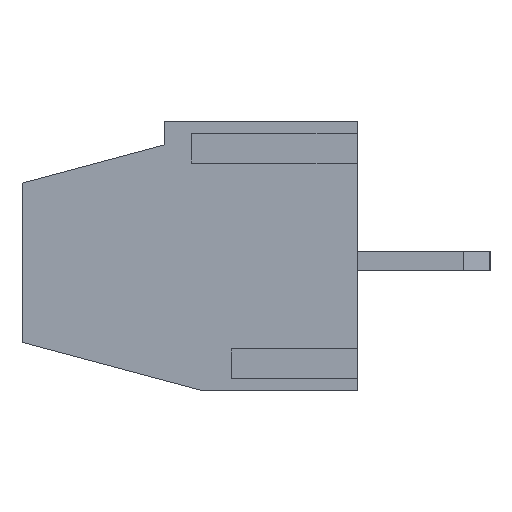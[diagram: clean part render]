
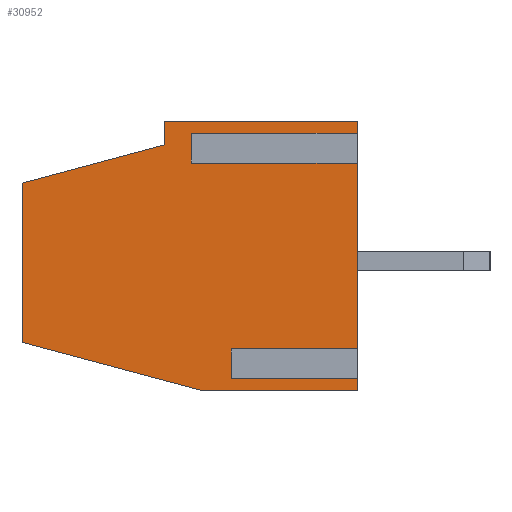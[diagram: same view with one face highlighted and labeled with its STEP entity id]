
A CAD part, left-side view. The second image highlights one B-rep face of the part: STEP entity #30952.
In plain terms, the highlighted planar face has unit normal (-1, 0, 0).
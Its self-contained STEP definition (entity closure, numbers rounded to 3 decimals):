
#462 = VECTOR ( 'NONE', #18200, 1000. ) ;
#815 = CARTESIAN_POINT ( 'NONE',  ( -2.54, 5.8, 4.2 ) ) ;
#931 = ORIENTED_EDGE ( 'NONE', *, *, #27458, .T. ) ;
#1055 = CARTESIAN_POINT ( 'NONE',  ( -2.54, 3.8, -2.832 ) ) ;
#1200 = ORIENTED_EDGE ( 'NONE', *, *, #31291, .T. ) ;
#1210 = CARTESIAN_POINT ( 'NONE',  ( -2.54, 0., -3.9 ) ) ;
#1729 = LINE ( 'NONE', #14070, #18222 ) ;
#1989 = EDGE_CURVE ( 'NONE', #13948, #7363, #12709, .T. ) ;
#2027 = DIRECTION ( 'NONE',  ( 0., 0., 1. ) ) ;
#2142 = VECTOR ( 'NONE', #29201, 1000. ) ;
#2719 = CARTESIAN_POINT ( 'NONE',  ( -2.54, 10.1, 2.348 ) ) ;
#3233 = VERTEX_POINT ( 'NONE', #14057 ) ;
#3455 = CARTESIAN_POINT ( 'NONE',  ( -2.54, 3.8, -3.368 ) ) ;
#4610 = CARTESIAN_POINT ( 'NONE',  ( -2.54, 4.697, -3.9 ) ) ;
#5148 = VECTOR ( 'NONE', #15337, 1000. ) ;
#5157 = DIRECTION ( 'NONE',  ( 0., 0., -1. ) ) ;
#5228 = ORIENTED_EDGE ( 'NONE', *, *, #23940, .T. ) ;
#5306 = EDGE_CURVE ( 'NONE', #24250, #15652, #14156, .T. ) ;
#5316 = ORIENTED_EDGE ( 'NONE', *, *, #30063, .F. ) ;
#5930 = CARTESIAN_POINT ( 'NONE',  ( -2.54, 3.8, -3.368 ) ) ;
#6125 = ORIENTED_EDGE ( 'NONE', *, *, #29660, .F. ) ;
#6259 = AXIS2_PLACEMENT_3D ( 'NONE', #23088, #8791, #20378 ) ;
#6281 = VECTOR ( 'NONE', #26777, 1000. ) ;
#6913 = EDGE_CURVE ( 'NONE', #27481, #30959, #24543, .T. ) ;
#7332 = EDGE_LOOP ( 'NONE', ( #6125, #13031, #31707, #12453, #5316, #19553, #5228, #931, #15491, #27834, #25021, #23018, #13517, #1200, #20402 ) ) ;
#7363 = VERTEX_POINT ( 'NONE', #11301 ) ;
#7472 = LINE ( 'NONE', #15009, #10244 ) ;
#7626 = VECTOR ( 'NONE', #5157, 1000. ) ;
#7673 = EDGE_CURVE ( 'NONE', #12524, #11087, #24220, .T. ) ;
#8095 = LINE ( 'NONE', #1055, #5148 ) ;
#8161 = PLANE ( 'NONE',  #6259 ) ;
#8444 = VECTOR ( 'NONE', #30934, 1000. ) ;
#8791 = DIRECTION ( 'NONE',  ( 1., 0., 0. ) ) ;
#8896 = CARTESIAN_POINT ( 'NONE',  ( -2.54, 5.8, 3.5 ) ) ;
#9108 = CARTESIAN_POINT ( 'NONE',  ( -2.54, 5., 3.668 ) ) ;
#9329 = VECTOR ( 'NONE', #26060, 1000. ) ;
#9639 = DIRECTION ( 'NONE',  ( 0., -1., 0. ) ) ;
#10244 = VECTOR ( 'NONE', #17244, 1000. ) ;
#10276 = CARTESIAN_POINT ( 'NONE',  ( -2.54, 0., 3.668 ) ) ;
#10305 = EDGE_CURVE ( 'NONE', #24819, #3233, #21152, .T. ) ;
#10970 = CARTESIAN_POINT ( 'NONE',  ( -2.54, 3.8, -2.832 ) ) ;
#11087 = VERTEX_POINT ( 'NONE', #14731 ) ;
#11301 = CARTESIAN_POINT ( 'NONE',  ( -2.54, 0., 4.2 ) ) ;
#11308 = CARTESIAN_POINT ( 'NONE',  ( -2.54, 0., -3.368 ) ) ;
#11850 = CARTESIAN_POINT ( 'NONE',  ( -2.54, 10.1, -2.452 ) ) ;
#12453 = ORIENTED_EDGE ( 'NONE', *, *, #10305, .T. ) ;
#12524 = VERTEX_POINT ( 'NONE', #24938 ) ;
#12709 = LINE ( 'NONE', #24927, #30089 ) ;
#12981 = EDGE_CURVE ( 'NONE', #30842, #18639, #1729, .T. ) ;
#13031 = ORIENTED_EDGE ( 'NONE', *, *, #15831, .T. ) ;
#13315 = VECTOR ( 'NONE', #28898, 1000. ) ;
#13400 = LINE ( 'NONE', #8896, #9329 ) ;
#13517 = ORIENTED_EDGE ( 'NONE', *, *, #6913, .F. ) ;
#13948 = VERTEX_POINT ( 'NONE', #815 ) ;
#14057 = CARTESIAN_POINT ( 'NONE',  ( -2.54, 0., 3.132 ) ) ;
#14070 = CARTESIAN_POINT ( 'NONE',  ( -2.54, 10.1, 2.348 ) ) ;
#14156 = LINE ( 'NONE', #31163, #13315 ) ;
#14180 = VERTEX_POINT ( 'NONE', #10970 ) ;
#14397 = LINE ( 'NONE', #9108, #8444 ) ;
#14731 = CARTESIAN_POINT ( 'NONE',  ( -2.54, 5., 3.132 ) ) ;
#14752 = CARTESIAN_POINT ( 'NONE',  ( -2.54, 5., 3.668 ) ) ;
#14793 = CARTESIAN_POINT ( 'NONE',  ( -2.54, 10.1, -3.9 ) ) ;
#15009 = CARTESIAN_POINT ( 'NONE',  ( -2.54, 3.8, -3.368 ) ) ;
#15337 = DIRECTION ( 'NONE',  ( 0., -1., 0. ) ) ;
#15432 = VECTOR ( 'NONE', #16442, 1000. ) ;
#15491 = ORIENTED_EDGE ( 'NONE', *, *, #1989, .F. ) ;
#15566 = FACE_OUTER_BOUND ( 'NONE', #7332, .T. ) ;
#15652 = VERTEX_POINT ( 'NONE', #11308 ) ;
#15831 = EDGE_CURVE ( 'NONE', #20792, #14180, #15957, .T. ) ;
#15957 = LINE ( 'NONE', #3455, #462 ) ;
#16442 = DIRECTION ( 'NONE',  ( 0., -1., 0. ) ) ;
#16688 = CARTESIAN_POINT ( 'NONE',  ( -2.54, 10.1, 4.2 ) ) ;
#17194 = LINE ( 'NONE', #14793, #20171 ) ;
#17244 = DIRECTION ( 'NONE',  ( 0., -1., 0. ) ) ;
#17425 = LINE ( 'NONE', #19200, #21418 ) ;
#18200 = DIRECTION ( 'NONE',  ( 0., 0., 1. ) ) ;
#18222 = VECTOR ( 'NONE', #19209, 1000. ) ;
#18455 = VERTEX_POINT ( 'NONE', #10276 ) ;
#18639 = VERTEX_POINT ( 'NONE', #22960 ) ;
#18721 = DIRECTION ( 'NONE',  ( 0., 0., 1. ) ) ;
#19200 = CARTESIAN_POINT ( 'NONE',  ( -2.54, 0., 4.2 ) ) ;
#19209 = DIRECTION ( 'NONE',  ( 0., -0.966, 0.259 ) ) ;
#19553 = ORIENTED_EDGE ( 'NONE', *, *, #7673, .F. ) ;
#20171 = VECTOR ( 'NONE', #9639, 1000. ) ;
#20378 = DIRECTION ( 'NONE',  ( 0., 0., -1. ) ) ;
#20402 = ORIENTED_EDGE ( 'NONE', *, *, #5306, .T. ) ;
#20792 = VERTEX_POINT ( 'NONE', #5930 ) ;
#21152 = LINE ( 'NONE', #26258, #28248 ) ;
#21418 = VECTOR ( 'NONE', #2027, 1000. ) ;
#21861 = EDGE_CURVE ( 'NONE', #30959, #30842, #23918, .T. ) ;
#21909 = CARTESIAN_POINT ( 'NONE',  ( -2.54, 0., -2.832 ) ) ;
#22213 = EDGE_CURVE ( 'NONE', #18639, #13948, #13400, .T. ) ;
#22960 = CARTESIAN_POINT ( 'NONE',  ( -2.54, 5.8, 3.5 ) ) ;
#23018 = ORIENTED_EDGE ( 'NONE', *, *, #21861, .F. ) ;
#23088 = CARTESIAN_POINT ( 'NONE',  ( -2.54, 10.1, 4.2 ) ) ;
#23918 = LINE ( 'NONE', #16688, #2142 ) ;
#23940 = EDGE_CURVE ( 'NONE', #12524, #18455, #14397, .T. ) ;
#24220 = LINE ( 'NONE', #14752, #7626 ) ;
#24250 = VERTEX_POINT ( 'NONE', #1210 ) ;
#24543 = LINE ( 'NONE', #11850, #6281 ) ;
#24819 = VERTEX_POINT ( 'NONE', #21909 ) ;
#24927 = CARTESIAN_POINT ( 'NONE',  ( -2.54, 10.1, 4.2 ) ) ;
#24938 = CARTESIAN_POINT ( 'NONE',  ( -2.54, 5., 3.668 ) ) ;
#25021 = ORIENTED_EDGE ( 'NONE', *, *, #12981, .F. ) ;
#26060 = DIRECTION ( 'NONE',  ( 0., 0., 1. ) ) ;
#26258 = CARTESIAN_POINT ( 'NONE',  ( -2.54, 0., 4.2 ) ) ;
#26777 = DIRECTION ( 'NONE',  ( 0., 0.966, 0.259 ) ) ;
#26993 = DIRECTION ( 'NONE',  ( 0., -1., 0. ) ) ;
#27458 = EDGE_CURVE ( 'NONE', #18455, #7363, #17425, .T. ) ;
#27481 = VERTEX_POINT ( 'NONE', #4610 ) ;
#27715 = CARTESIAN_POINT ( 'NONE',  ( -2.54, 10.1, -2.452 ) ) ;
#27834 = ORIENTED_EDGE ( 'NONE', *, *, #22213, .F. ) ;
#27979 = LINE ( 'NONE', #31023, #15432 ) ;
#28248 = VECTOR ( 'NONE', #18721, 1000. ) ;
#28898 = DIRECTION ( 'NONE',  ( 0., 0., 1. ) ) ;
#29201 = DIRECTION ( 'NONE',  ( 0., 0., 1. ) ) ;
#29660 = EDGE_CURVE ( 'NONE', #20792, #15652, #7472, .T. ) ;
#29820 = EDGE_CURVE ( 'NONE', #14180, #24819, #8095, .T. ) ;
#30063 = EDGE_CURVE ( 'NONE', #11087, #3233, #27979, .T. ) ;
#30089 = VECTOR ( 'NONE', #26993, 1000. ) ;
#30842 = VERTEX_POINT ( 'NONE', #2719 ) ;
#30934 = DIRECTION ( 'NONE',  ( 0., -1., 0. ) ) ;
#30952 = ADVANCED_FACE ( 'NONE', ( #15566 ), #8161, .F. ) ;
#30959 = VERTEX_POINT ( 'NONE', #27715 ) ;
#31023 = CARTESIAN_POINT ( 'NONE',  ( -2.54, 5., 3.132 ) ) ;
#31163 = CARTESIAN_POINT ( 'NONE',  ( -2.54, 0., 4.2 ) ) ;
#31291 = EDGE_CURVE ( 'NONE', #27481, #24250, #17194, .T. ) ;
#31707 = ORIENTED_EDGE ( 'NONE', *, *, #29820, .T. ) ;
